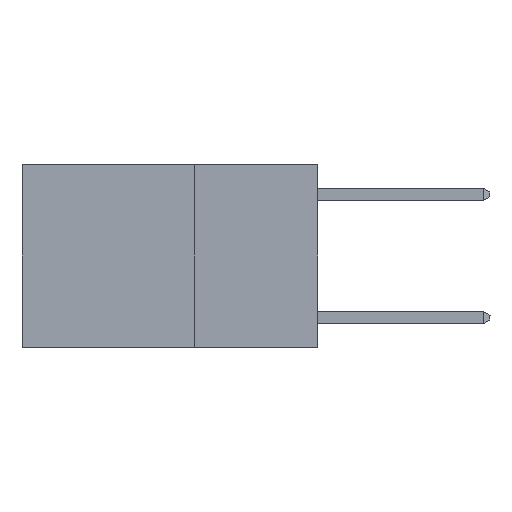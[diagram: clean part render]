
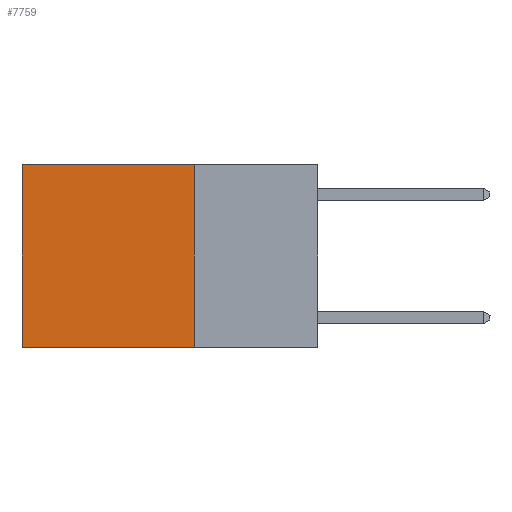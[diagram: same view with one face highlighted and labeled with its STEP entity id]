
A CAD part, left-side view. The second image highlights one B-rep face of the part: STEP entity #7759.
In plain terms, the highlighted planar face has unit normal (-1, 0, 0).
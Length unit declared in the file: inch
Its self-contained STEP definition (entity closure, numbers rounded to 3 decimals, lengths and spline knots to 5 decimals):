
#888 = VECTOR ( 'NONE', #6711, 39.37008 ) ;
#1239 = CARTESIAN_POINT ( 'NONE',  ( 0.2625, 0.25, 0. ) ) ;
#1338 = LINE ( 'NONE', #13520, #4840 ) ;
#1882 = EDGE_CURVE ( 'NONE', #18760, #2277, #12814, .T. ) ;
#2277 = VERTEX_POINT ( 'NONE', #16614 ) ;
#2783 = FACE_OUTER_BOUND ( 'NONE', #8450, .T. ) ;
#2834 = ORIENTED_EDGE ( 'NONE', *, *, #1882, .T. ) ;
#2912 = ORIENTED_EDGE ( 'NONE', *, *, #9920, .F. ) ;
#3460 = EDGE_CURVE ( 'NONE', #16996, #18760, #1338, .T. ) ;
#4720 = CARTESIAN_POINT ( 'NONE',  ( 0.2625, 0.6, 0. ) ) ;
#4840 = VECTOR ( 'NONE', #12068, 39.37008 ) ;
#5170 = CARTESIAN_POINT ( 'NONE',  ( 0.2625, 0.6, 0. ) ) ;
#5815 = DIRECTION ( 'NONE',  ( 1., 0., 0. ) ) ;
#6711 = DIRECTION ( 'NONE',  ( 0., 0., -1. ) ) ;
#6863 = ORIENTED_EDGE ( 'NONE', *, *, #3460, .T. ) ;
#7143 = CARTESIAN_POINT ( 'NONE',  ( 0.2625, 0.25, 0. ) ) ;
#7759 = ADVANCED_FACE ( 'NONE', ( #2783 ), #14676, .F. ) ;
#8450 = EDGE_LOOP ( 'NONE', ( #2834, #11371, #2912, #6863 ) ) ;
#8655 = DIRECTION ( 'NONE',  ( 0., 0., -1. ) ) ;
#9024 = VECTOR ( 'NONE', #18844, 39.37008 ) ;
#9150 = CARTESIAN_POINT ( 'NONE',  ( 0.2625, 0.25, -0.37 ) ) ;
#9507 = AXIS2_PLACEMENT_3D ( 'NONE', #16076, #5815, #16139 ) ;
#9920 = EDGE_CURVE ( 'NONE', #16996, #10816, #10705, .T. ) ;
#10171 = CARTESIAN_POINT ( 'NONE',  ( 0.2625, 0.25, -0.37 ) ) ;
#10705 = LINE ( 'NONE', #7143, #14121 ) ;
#10816 = VERTEX_POINT ( 'NONE', #9150 ) ;
#11371 = ORIENTED_EDGE ( 'NONE', *, *, #17603, .F. ) ;
#12068 = DIRECTION ( 'NONE',  ( 0., 1., 0. ) ) ;
#12814 = LINE ( 'NONE', #4720, #888 ) ;
#12965 = LINE ( 'NONE', #10171, #9024 ) ;
#13520 = CARTESIAN_POINT ( 'NONE',  ( 0.2625, 0.25, 0. ) ) ;
#14121 = VECTOR ( 'NONE', #8655, 39.37008 ) ;
#14676 = PLANE ( 'NONE',  #9507 ) ;
#16076 = CARTESIAN_POINT ( 'NONE',  ( 0.2625, 0.25, 0. ) ) ;
#16139 = DIRECTION ( 'NONE',  ( 0., 0., -1. ) ) ;
#16614 = CARTESIAN_POINT ( 'NONE',  ( 0.2625, 0.6, -0.37 ) ) ;
#16996 = VERTEX_POINT ( 'NONE', #1239 ) ;
#17603 = EDGE_CURVE ( 'NONE', #10816, #2277, #12965, .T. ) ;
#18760 = VERTEX_POINT ( 'NONE', #5170 ) ;
#18844 = DIRECTION ( 'NONE',  ( 0., 1., 0. ) ) ;
